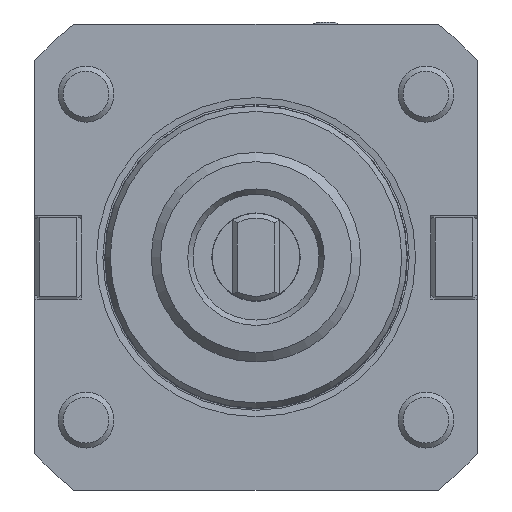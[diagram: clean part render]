
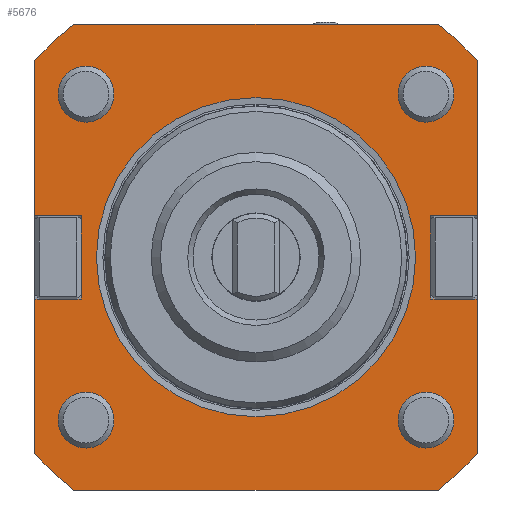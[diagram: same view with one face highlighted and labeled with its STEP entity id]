
A CAD part, left-side view. The second image highlights one B-rep face of the part: STEP entity #5676.
In plain terms, the highlighted planar face has unit normal (-1, 0, 0).
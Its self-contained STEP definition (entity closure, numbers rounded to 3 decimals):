
#185=FACE_BOUND('',#1502,.T.);
#186=FACE_BOUND('',#1503,.T.);
#187=FACE_BOUND('',#1504,.T.);
#188=FACE_BOUND('',#1505,.T.);
#189=FACE_BOUND('',#1506,.T.);
#498=CIRCLE('',#6087,6.);
#501=CIRCLE('',#6093,6.);
#504=CIRCLE('',#6099,6.);
#507=CIRCLE('',#6105,6.);
#598=CIRCLE('',#6317,63.5);
#599=CIRCLE('',#6318,63.5);
#600=CIRCLE('',#6319,63.5);
#601=CIRCLE('',#6320,63.5);
#602=CIRCLE('',#6321,34.265);
#1049=FACE_OUTER_BOUND('',#1501,.T.);
#1501=EDGE_LOOP('',(#4647,#4648,#4649,#4650,#4651,#4652,#4653,#4654,#4655,
#4656,#4657,#4658,#4659,#4660,#4661,#4662,#4663,#4664,#4665,#4666,#4667,
#4668,#4669,#4670,#4671,#4672,#4673,#4674));
#1502=EDGE_LOOP('',(#4675));
#1503=EDGE_LOOP('',(#4676));
#1504=EDGE_LOOP('',(#4677));
#1505=EDGE_LOOP('',(#4678));
#1506=EDGE_LOOP('',(#4679));
#1807=LINE('',#9157,#2123);
#1811=LINE('',#9166,#2127);
#1836=LINE('',#9224,#2152);
#1860=LINE('',#9277,#2176);
#1864=LINE('',#9288,#2180);
#1865=LINE('',#9291,#2181);
#1868=LINE('',#9295,#2184);
#1869=LINE('',#9299,#2185);
#1873=LINE('',#9308,#2189);
#1898=LINE('',#9366,#2214);
#1922=LINE('',#9419,#2238);
#1926=LINE('',#9430,#2242);
#1927=LINE('',#9433,#2243);
#1930=LINE('',#9437,#2246);
#1954=LINE('',#9701,#2270);
#1956=LINE('',#9714,#2272);
#1957=LINE('',#9716,#2273);
#1958=LINE('',#9718,#2274);
#1959=LINE('',#9722,#2275);
#1960=LINE('',#9725,#2276);
#1961=LINE('',#9726,#2277);
#1962=LINE('',#9728,#2278);
#1963=LINE('',#9730,#2279);
#1964=LINE('',#9734,#2280);
#2123=VECTOR('',#7290,10.);
#2127=VECTOR('',#7296,10.);
#2152=VECTOR('',#7345,10.);
#2176=VECTOR('',#7403,10.);
#2180=VECTOR('',#7411,10.);
#2181=VECTOR('',#7414,10.);
#2184=VECTOR('',#7417,10.);
#2185=VECTOR('',#7420,10.);
#2189=VECTOR('',#7426,10.);
#2214=VECTOR('',#7475,10.);
#2238=VECTOR('',#7533,10.);
#2242=VECTOR('',#7541,10.);
#2243=VECTOR('',#7544,10.);
#2246=VECTOR('',#7547,10.);
#2270=VECTOR('',#7837,10.);
#2272=VECTOR('',#7853,10.);
#2273=VECTOR('',#7854,10.);
#2274=VECTOR('',#7855,10.);
#2275=VECTOR('',#7858,10.);
#2276=VECTOR('',#7861,10.);
#2277=VECTOR('',#7862,10.);
#2278=VECTOR('',#7863,10.);
#2279=VECTOR('',#7864,10.);
#2280=VECTOR('',#7869,10.);
#2527=VERTEX_POINT('',#9121);
#2530=VERTEX_POINT('',#9130);
#2533=VERTEX_POINT('',#9139);
#2536=VERTEX_POINT('',#9148);
#2538=VERTEX_POINT('',#9155);
#2539=VERTEX_POINT('',#9156);
#2542=VERTEX_POINT('',#9164);
#2543=VERTEX_POINT('',#9165);
#2558=VERTEX_POINT('',#9207);
#2564=VERTEX_POINT('',#9223);
#2576=VERTEX_POINT('',#9276);
#2581=VERTEX_POINT('',#9286);
#2582=VERTEX_POINT('',#9290);
#2584=VERTEX_POINT('',#9297);
#2585=VERTEX_POINT('',#9298);
#2588=VERTEX_POINT('',#9306);
#2589=VERTEX_POINT('',#9307);
#2604=VERTEX_POINT('',#9349);
#2610=VERTEX_POINT('',#9365);
#2622=VERTEX_POINT('',#9418);
#2627=VERTEX_POINT('',#9428);
#2628=VERTEX_POINT('',#9432);
#2711=VERTEX_POINT('',#9698);
#2712=VERTEX_POINT('',#9700);
#2717=VERTEX_POINT('',#9715);
#2718=VERTEX_POINT('',#9717);
#2719=VERTEX_POINT('',#9719);
#2720=VERTEX_POINT('',#9721);
#2721=VERTEX_POINT('',#9723);
#2722=VERTEX_POINT('',#9727);
#2723=VERTEX_POINT('',#9729);
#2724=VERTEX_POINT('',#9732);
#2725=VERTEX_POINT('',#9735);
#3139=EDGE_CURVE('',#2527,#2527,#498,.T.);
#3142=EDGE_CURVE('',#2530,#2530,#501,.T.);
#3145=EDGE_CURVE('',#2533,#2533,#504,.T.);
#3148=EDGE_CURVE('',#2536,#2536,#507,.T.);
#3150=EDGE_CURVE('',#2538,#2539,#1807,.T.);
#3154=EDGE_CURVE('',#2542,#2543,#1811,.T.);
#3183=EDGE_CURVE('',#2564,#2558,#1836,.T.);
#3211=EDGE_CURVE('',#2576,#2538,#1860,.T.);
#3217=EDGE_CURVE('',#2539,#2581,#1864,.T.);
#3218=EDGE_CURVE('',#2582,#2542,#1865,.T.);
#3221=EDGE_CURVE('',#2543,#2576,#1868,.T.);
#3222=EDGE_CURVE('',#2584,#2585,#1869,.T.);
#3226=EDGE_CURVE('',#2588,#2589,#1873,.T.);
#3255=EDGE_CURVE('',#2610,#2604,#1898,.T.);
#3283=EDGE_CURVE('',#2622,#2584,#1922,.T.);
#3289=EDGE_CURVE('',#2585,#2627,#1926,.T.);
#3290=EDGE_CURVE('',#2628,#2588,#1927,.T.);
#3293=EDGE_CURVE('',#2589,#2622,#1930,.T.);
#3390=EDGE_CURVE('',#2712,#2711,#1954,.T.);
#3396=EDGE_CURVE('',#2581,#2564,#1956,.T.);
#3397=EDGE_CURVE('',#2558,#2717,#1957,.T.);
#3398=EDGE_CURVE('',#2717,#2718,#1958,.T.);
#3399=EDGE_CURVE('',#2719,#2718,#598,.T.);
#3400=EDGE_CURVE('',#2719,#2720,#1959,.T.);
#3401=EDGE_CURVE('',#2721,#2720,#599,.T.);
#3402=EDGE_CURVE('',#2721,#2628,#1960,.T.);
#3403=EDGE_CURVE('',#2627,#2610,#1961,.T.);
#3404=EDGE_CURVE('',#2604,#2722,#1962,.T.);
#3405=EDGE_CURVE('',#2722,#2723,#1963,.T.);
#3406=EDGE_CURVE('',#2712,#2723,#600,.T.);
#3407=EDGE_CURVE('',#2724,#2711,#601,.T.);
#3408=EDGE_CURVE('',#2724,#2582,#1964,.T.);
#3409=EDGE_CURVE('',#2725,#2725,#602,.T.);
#4647=ORIENTED_EDGE('',*,*,#3218,.T.);
#4648=ORIENTED_EDGE('',*,*,#3154,.T.);
#4649=ORIENTED_EDGE('',*,*,#3221,.T.);
#4650=ORIENTED_EDGE('',*,*,#3211,.T.);
#4651=ORIENTED_EDGE('',*,*,#3150,.T.);
#4652=ORIENTED_EDGE('',*,*,#3217,.T.);
#4653=ORIENTED_EDGE('',*,*,#3396,.T.);
#4654=ORIENTED_EDGE('',*,*,#3183,.T.);
#4655=ORIENTED_EDGE('',*,*,#3397,.T.);
#4656=ORIENTED_EDGE('',*,*,#3398,.T.);
#4657=ORIENTED_EDGE('',*,*,#3399,.F.);
#4658=ORIENTED_EDGE('',*,*,#3400,.T.);
#4659=ORIENTED_EDGE('',*,*,#3401,.F.);
#4660=ORIENTED_EDGE('',*,*,#3402,.T.);
#4661=ORIENTED_EDGE('',*,*,#3290,.T.);
#4662=ORIENTED_EDGE('',*,*,#3226,.T.);
#4663=ORIENTED_EDGE('',*,*,#3293,.T.);
#4664=ORIENTED_EDGE('',*,*,#3283,.T.);
#4665=ORIENTED_EDGE('',*,*,#3222,.T.);
#4666=ORIENTED_EDGE('',*,*,#3289,.T.);
#4667=ORIENTED_EDGE('',*,*,#3403,.T.);
#4668=ORIENTED_EDGE('',*,*,#3255,.T.);
#4669=ORIENTED_EDGE('',*,*,#3404,.T.);
#4670=ORIENTED_EDGE('',*,*,#3405,.T.);
#4671=ORIENTED_EDGE('',*,*,#3406,.F.);
#4672=ORIENTED_EDGE('',*,*,#3390,.T.);
#4673=ORIENTED_EDGE('',*,*,#3407,.F.);
#4674=ORIENTED_EDGE('',*,*,#3408,.T.);
#4675=ORIENTED_EDGE('',*,*,#3139,.T.);
#4676=ORIENTED_EDGE('',*,*,#3142,.T.);
#4677=ORIENTED_EDGE('',*,*,#3145,.T.);
#4678=ORIENTED_EDGE('',*,*,#3148,.T.);
#4679=ORIENTED_EDGE('',*,*,#3409,.F.);
#5015=PLANE('',#6316);
#5676=ADVANCED_FACE('',(#1049,#185,#186,#187,#188,#189),#5015,.T.);
#6087=AXIS2_PLACEMENT_3D('',#9122,#7244,#7245);
#6093=AXIS2_PLACEMENT_3D('',#9131,#7256,#7257);
#6099=AXIS2_PLACEMENT_3D('',#9140,#7268,#7269);
#6105=AXIS2_PLACEMENT_3D('',#9149,#7280,#7281);
#6316=AXIS2_PLACEMENT_3D('',#9713,#7851,#7852);
#6317=AXIS2_PLACEMENT_3D('',#9720,#7856,#7857);
#6318=AXIS2_PLACEMENT_3D('',#9724,#7859,#7860);
#6319=AXIS2_PLACEMENT_3D('',#9731,#7865,#7866);
#6320=AXIS2_PLACEMENT_3D('',#9733,#7867,#7868);
#6321=AXIS2_PLACEMENT_3D('',#9736,#7870,#7871);
#7244=DIRECTION('center_axis',(1.,0.,0.));
#7245=DIRECTION('ref_axis',(0.,-1.,0.));
#7256=DIRECTION('center_axis',(1.,0.,0.));
#7257=DIRECTION('ref_axis',(0.,-1.,0.));
#7268=DIRECTION('center_axis',(1.,0.,0.));
#7269=DIRECTION('ref_axis',(0.,-1.,0.));
#7280=DIRECTION('center_axis',(1.,0.,0.));
#7281=DIRECTION('ref_axis',(0.,-1.,0.));
#7290=DIRECTION('',(0.,0.,1.));
#7296=DIRECTION('',(0.,1.,0.));
#7345=DIRECTION('',(0.,-1.,0.));
#7403=DIRECTION('',(0.,0.,1.));
#7411=DIRECTION('',(0.,0.,1.));
#7414=DIRECTION('',(0.,1.,0.));
#7417=DIRECTION('',(0.,1.,0.));
#7420=DIRECTION('',(0.,0.,-1.));
#7426=DIRECTION('',(0.,-1.,0.));
#7475=DIRECTION('',(0.,1.,0.));
#7533=DIRECTION('',(0.,0.,-1.));
#7541=DIRECTION('',(0.,0.,-1.));
#7544=DIRECTION('',(0.,-1.,0.));
#7547=DIRECTION('',(0.,-1.,0.));
#7837=DIRECTION('',(0.,-1.,0.));
#7851=DIRECTION('center_axis',(-1.,0.,0.));
#7852=DIRECTION('ref_axis',(0.,0.,1.));
#7853=DIRECTION('',(0.,-1.,0.));
#7854=DIRECTION('',(0.,-1.,0.));
#7855=DIRECTION('',(0.,0.,1.));
#7856=DIRECTION('center_axis',(1.,0.,0.));
#7857=DIRECTION('ref_axis',(0.,0.,-1.));
#7858=DIRECTION('',(0.,1.,0.));
#7859=DIRECTION('center_axis',(1.,0.,0.));
#7860=DIRECTION('ref_axis',(0.,0.,-1.));
#7861=DIRECTION('',(0.,0.,-1.));
#7862=DIRECTION('',(0.,1.,0.));
#7863=DIRECTION('',(0.,1.,0.));
#7864=DIRECTION('',(0.,0.,-1.));
#7865=DIRECTION('center_axis',(1.,0.,0.));
#7866=DIRECTION('ref_axis',(0.,0.,-1.));
#7867=DIRECTION('center_axis',(1.,0.,0.));
#7868=DIRECTION('ref_axis',(0.,0.,-1.));
#7869=DIRECTION('',(0.,0.,1.));
#7870=DIRECTION('center_axis',(-1.,0.,0.));
#7871=DIRECTION('ref_axis',(0.,0.,1.));
#9121=CARTESIAN_POINT('',(32.,42.5,35.));
#9122=CARTESIAN_POINT('Origin',(32.,36.5,35.));
#9130=CARTESIAN_POINT('',(32.,42.5,-35.));
#9131=CARTESIAN_POINT('Origin',(32.,36.5,-35.));
#9139=CARTESIAN_POINT('',(32.,-30.5,-35.));
#9140=CARTESIAN_POINT('Origin',(32.,-36.5,-35.));
#9148=CARTESIAN_POINT('',(32.,-30.5,35.));
#9149=CARTESIAN_POINT('Origin',(32.,-36.5,35.));
#9155=CARTESIAN_POINT('',(32.,-37.5,-8.));
#9156=CARTESIAN_POINT('',(32.,-37.5,8.));
#9157=CARTESIAN_POINT('',(32.,-37.5,0.));
#9164=CARTESIAN_POINT('',(32.,-46.5,-9.));
#9165=CARTESIAN_POINT('',(32.,-38.5,-9.));
#9166=CARTESIAN_POINT('',(32.,8.,-9.));
#9207=CARTESIAN_POINT('',(32.,-46.5,9.));
#9223=CARTESIAN_POINT('',(32.,-38.5,9.));
#9224=CARTESIAN_POINT('',(32.,8.,9.));
#9276=CARTESIAN_POINT('',(32.,-37.5,-9.));
#9277=CARTESIAN_POINT('',(32.,-37.5,0.));
#9286=CARTESIAN_POINT('',(32.,-37.5,9.));
#9288=CARTESIAN_POINT('',(32.,-37.5,0.));
#9290=CARTESIAN_POINT('',(32.,-47.5,-9.));
#9291=CARTESIAN_POINT('',(32.,8.,-9.));
#9295=CARTESIAN_POINT('',(32.,8.,-9.));
#9297=CARTESIAN_POINT('',(32.,37.5,8.));
#9298=CARTESIAN_POINT('',(32.,37.5,-8.));
#9299=CARTESIAN_POINT('',(32.,37.5,0.));
#9306=CARTESIAN_POINT('',(32.,46.5,9.));
#9307=CARTESIAN_POINT('',(32.,38.5,9.));
#9308=CARTESIAN_POINT('',(32.,55.5,9.));
#9349=CARTESIAN_POINT('',(32.,46.5,-9.));
#9365=CARTESIAN_POINT('',(32.,38.5,-9.));
#9366=CARTESIAN_POINT('',(32.,55.5,-9.));
#9418=CARTESIAN_POINT('',(32.,37.5,9.));
#9419=CARTESIAN_POINT('',(32.,37.5,0.));
#9428=CARTESIAN_POINT('',(32.,37.5,-9.));
#9430=CARTESIAN_POINT('',(32.,37.5,0.));
#9432=CARTESIAN_POINT('',(32.,47.5,9.));
#9433=CARTESIAN_POINT('',(32.,55.5,9.));
#9437=CARTESIAN_POINT('',(32.,55.5,9.));
#9698=CARTESIAN_POINT('',(32.,-39.144,-50.));
#9700=CARTESIAN_POINT('',(32.,39.144,-50.));
#9701=CARTESIAN_POINT('',(32.,-2.308,-50.));
#9713=CARTESIAN_POINT('Origin',(32.,63.5,0.));
#9714=CARTESIAN_POINT('',(32.,8.,9.));
#9715=CARTESIAN_POINT('',(32.,-47.5,9.));
#9716=CARTESIAN_POINT('',(32.,8.,9.));
#9717=CARTESIAN_POINT('',(32.,-47.5,42.143));
#9718=CARTESIAN_POINT('',(32.,-47.5,36.616));
#9719=CARTESIAN_POINT('',(32.,-39.144,50.));
#9720=CARTESIAN_POINT('Origin',(32.,0.,0.));
#9721=CARTESIAN_POINT('',(32.,39.144,50.));
#9722=CARTESIAN_POINT('',(32.,64.936,50.));
#9723=CARTESIAN_POINT('',(32.,47.5,42.143));
#9724=CARTESIAN_POINT('Origin',(32.,0.,0.));
#9725=CARTESIAN_POINT('',(32.,47.5,-31.521));
#9726=CARTESIAN_POINT('',(32.,55.5,-9.));
#9727=CARTESIAN_POINT('',(32.,47.5,-9.));
#9728=CARTESIAN_POINT('',(32.,55.5,-9.));
#9729=CARTESIAN_POINT('',(32.,47.5,-42.143));
#9730=CARTESIAN_POINT('',(32.,47.5,-31.521));
#9731=CARTESIAN_POINT('Origin',(32.,0.,0.));
#9732=CARTESIAN_POINT('',(32.,-47.5,-42.143));
#9733=CARTESIAN_POINT('Origin',(32.,0.,0.));
#9734=CARTESIAN_POINT('',(32.,-47.5,36.616));
#9735=CARTESIAN_POINT('',(32.,0.,34.265));
#9736=CARTESIAN_POINT('Origin',(32.,0.,0.));
